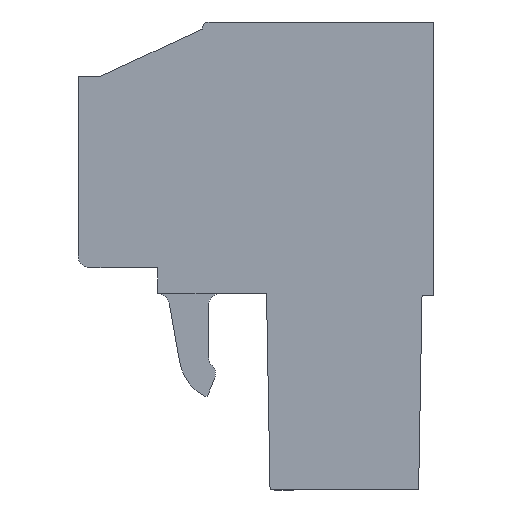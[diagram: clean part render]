
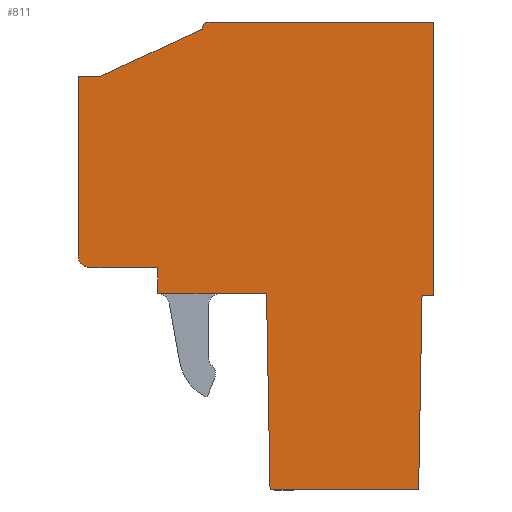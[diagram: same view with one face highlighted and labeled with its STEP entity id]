
A CAD part, left-side view. The second image highlights one B-rep face of the part: STEP entity #811.
In plain terms, the highlighted planar face has unit normal (-1, 0, 0).
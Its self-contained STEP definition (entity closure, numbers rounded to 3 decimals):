
#711=AXIS2_PLACEMENT_3D('Plane Axis2P3D',#708,#709,#710) ;
#715=AXIS2_PLACEMENT_3D('Circle Axis2P3D',#713,#714,$) ;
#743=AXIS2_PLACEMENT_3D('Circle Axis2P3D',#741,#742,$) ;
#383=CARTESIAN_POINT('Vertex',(0.,9.6,20.)) ;
#386=CARTESIAN_POINT('Line Origine',(0.,4.8,20.)) ;
#390=CARTESIAN_POINT('Vertex',(0.,0.,20.)) ;
#689=CARTESIAN_POINT('Line Origine',(0.,0.,14.15)) ;
#693=CARTESIAN_POINT('Vertex',(0.,0.,8.3)) ;
#708=CARTESIAN_POINT('Axis2P3D Location',(0.,0.,0.)) ;
#713=CARTESIAN_POINT('Axis2P3D Location',(0.,9.6,19.7)) ;
#717=CARTESIAN_POINT('Vertex',(0.,9.9,19.7)) ;
#720=CARTESIAN_POINT('Line Origine',(0.,12.066,18.69)) ;
#724=CARTESIAN_POINT('Vertex',(0.,14.232,17.68)) ;
#727=CARTESIAN_POINT('Line Origine',(0.,14.716,17.68)) ;
#731=CARTESIAN_POINT('Vertex',(0.,15.2,17.68)) ;
#734=CARTESIAN_POINT('Line Origine',(0.,15.2,13.84)) ;
#738=CARTESIAN_POINT('Vertex',(0.,15.2,10.)) ;
#741=CARTESIAN_POINT('Axis2P3D Location',(0.,14.7,10.)) ;
#745=CARTESIAN_POINT('Vertex',(0.,14.7,9.5)) ;
#748=CARTESIAN_POINT('Line Origine',(0.,13.25,9.5)) ;
#752=CARTESIAN_POINT('Vertex',(0.,11.8,9.5)) ;
#755=CARTESIAN_POINT('Line Origine',(0.,11.8,8.95)) ;
#759=CARTESIAN_POINT('Vertex',(0.,11.8,8.4)) ;
#762=CARTESIAN_POINT('Line Origine',(0.,9.475,8.4)) ;
#766=CARTESIAN_POINT('Vertex',(0.,7.15,8.4)) ;
#769=CARTESIAN_POINT('Line Origine',(0.,7.075,4.2)) ;
#773=CARTESIAN_POINT('Vertex',(0.,7.,0.)) ;
#776=CARTESIAN_POINT('Line Origine',(0.,3.825,0.)) ;
#780=CARTESIAN_POINT('Vertex',(0.,0.65,0.)) ;
#783=CARTESIAN_POINT('Line Origine',(0.,0.578,4.15)) ;
#787=CARTESIAN_POINT('Vertex',(0.,0.505,8.3)) ;
#790=CARTESIAN_POINT('Line Origine',(0.,0.253,8.3)) ;
#387=DIRECTION('Vector Direction',(0.,1.,0.)) ;
#690=DIRECTION('Vector Direction',(0.,0.,1.)) ;
#709=DIRECTION('Axis2P3D Direction',(-1.,0.,0.)) ;
#710=DIRECTION('Axis2P3D XDirection',(0.,0.,1.)) ;
#714=DIRECTION('Axis2P3D Direction',(-1.,0.,0.)) ;
#721=DIRECTION('Vector Direction',(0.,0.906,-0.423)) ;
#728=DIRECTION('Vector Direction',(0.,1.,0.)) ;
#735=DIRECTION('Vector Direction',(0.,0.,-1.)) ;
#742=DIRECTION('Axis2P3D Direction',(-1.,0.,0.)) ;
#749=DIRECTION('Vector Direction',(0.,-1.,0.)) ;
#756=DIRECTION('Vector Direction',(0.,0.,-1.)) ;
#763=DIRECTION('Vector Direction',(0.,-1.,0.)) ;
#770=DIRECTION('Vector Direction',(0.,-0.018,-1.)) ;
#777=DIRECTION('Vector Direction',(0.,-1.,0.)) ;
#784=DIRECTION('Vector Direction',(0.,-0.017,1.)) ;
#791=DIRECTION('Vector Direction',(0.,-1.,0.)) ;
#388=VECTOR('Line Direction',#387,1.) ;
#691=VECTOR('Line Direction',#690,1.) ;
#722=VECTOR('Line Direction',#721,1.) ;
#729=VECTOR('Line Direction',#728,1.) ;
#736=VECTOR('Line Direction',#735,1.) ;
#750=VECTOR('Line Direction',#749,1.) ;
#757=VECTOR('Line Direction',#756,1.) ;
#764=VECTOR('Line Direction',#763,1.) ;
#771=VECTOR('Line Direction',#770,1.) ;
#778=VECTOR('Line Direction',#777,1.) ;
#785=VECTOR('Line Direction',#784,1.) ;
#792=VECTOR('Line Direction',#791,1.) ;
#796=ORIENTED_EDGE('',*,*,#392,.T.) ;
#797=ORIENTED_EDGE('',*,*,#719,.T.) ;
#798=ORIENTED_EDGE('',*,*,#726,.T.) ;
#799=ORIENTED_EDGE('',*,*,#733,.T.) ;
#800=ORIENTED_EDGE('',*,*,#740,.T.) ;
#801=ORIENTED_EDGE('',*,*,#747,.T.) ;
#802=ORIENTED_EDGE('',*,*,#754,.T.) ;
#803=ORIENTED_EDGE('',*,*,#761,.T.) ;
#804=ORIENTED_EDGE('',*,*,#768,.T.) ;
#805=ORIENTED_EDGE('',*,*,#775,.T.) ;
#806=ORIENTED_EDGE('',*,*,#782,.T.) ;
#807=ORIENTED_EDGE('',*,*,#789,.T.) ;
#808=ORIENTED_EDGE('',*,*,#794,.T.) ;
#809=ORIENTED_EDGE('',*,*,#695,.T.) ;
#811=ADVANCED_FACE('PartBody',(#810),#712,.T.) ;
#716=CIRCLE('generated circle',#715,0.3) ;
#744=CIRCLE('generated circle',#743,0.5) ;
#392=EDGE_CURVE('',#391,#384,#389,.T.) ;
#695=EDGE_CURVE('',#694,#391,#692,.T.) ;
#719=EDGE_CURVE('',#384,#718,#716,.T.) ;
#726=EDGE_CURVE('',#718,#725,#723,.T.) ;
#733=EDGE_CURVE('',#725,#732,#730,.T.) ;
#740=EDGE_CURVE('',#732,#739,#737,.T.) ;
#747=EDGE_CURVE('',#739,#746,#744,.T.) ;
#754=EDGE_CURVE('',#746,#753,#751,.T.) ;
#761=EDGE_CURVE('',#753,#760,#758,.T.) ;
#768=EDGE_CURVE('',#760,#767,#765,.T.) ;
#775=EDGE_CURVE('',#767,#774,#772,.T.) ;
#782=EDGE_CURVE('',#774,#781,#779,.T.) ;
#789=EDGE_CURVE('',#781,#788,#786,.T.) ;
#794=EDGE_CURVE('',#788,#694,#793,.T.) ;
#795=EDGE_LOOP('',(#796,#797,#798,#799,#800,#801,#802,#803,#804,#805,#806,#807,#808,#809)) ;
#810=FACE_OUTER_BOUND('',#795,.T.) ;
#389=LINE('Line',#386,#388) ;
#692=LINE('Line',#689,#691) ;
#723=LINE('Line',#720,#722) ;
#730=LINE('Line',#727,#729) ;
#737=LINE('Line',#734,#736) ;
#751=LINE('Line',#748,#750) ;
#758=LINE('Line',#755,#757) ;
#765=LINE('Line',#762,#764) ;
#772=LINE('Line',#769,#771) ;
#779=LINE('Line',#776,#778) ;
#786=LINE('Line',#783,#785) ;
#793=LINE('Line',#790,#792) ;
#712=PLANE('',#711) ;
#384=VERTEX_POINT('',#383) ;
#391=VERTEX_POINT('',#390) ;
#694=VERTEX_POINT('',#693) ;
#718=VERTEX_POINT('',#717) ;
#725=VERTEX_POINT('',#724) ;
#732=VERTEX_POINT('',#731) ;
#739=VERTEX_POINT('',#738) ;
#746=VERTEX_POINT('',#745) ;
#753=VERTEX_POINT('',#752) ;
#760=VERTEX_POINT('',#759) ;
#767=VERTEX_POINT('',#766) ;
#774=VERTEX_POINT('',#773) ;
#781=VERTEX_POINT('',#780) ;
#788=VERTEX_POINT('',#787) ;
